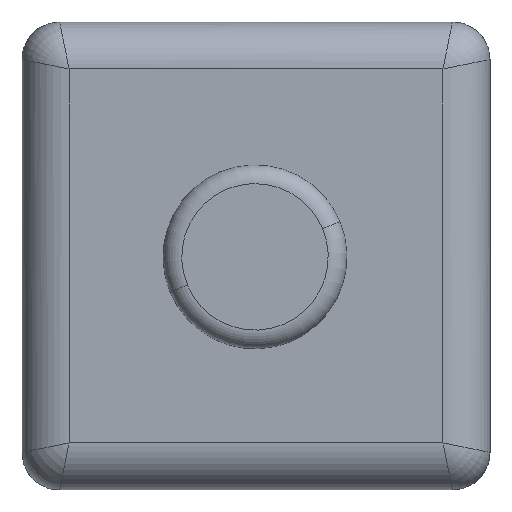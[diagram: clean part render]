
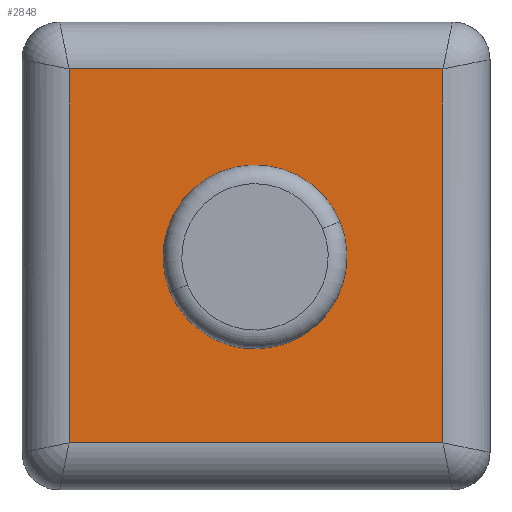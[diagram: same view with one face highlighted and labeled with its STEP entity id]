
A CAD part, top view. The second image highlights one B-rep face of the part: STEP entity #2848.
In plain terms, the highlighted planar face has unit normal (0, 0, 1).
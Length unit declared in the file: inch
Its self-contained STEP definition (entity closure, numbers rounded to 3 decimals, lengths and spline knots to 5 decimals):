
#56 = EDGE_LOOP ( 'NONE', ( #123, #127, #1761, #76 ) ) ;
#76 = ORIENTED_EDGE ( 'NONE', *, *, #1863, .T. ) ;
#84 = EDGE_CURVE ( 'NONE', #479, #1177, #3626, .T. ) ;
#85 = VERTEX_POINT ( 'NONE', #3650 ) ;
#112 = VERTEX_POINT ( 'NONE', #3649 ) ;
#114 = EDGE_CURVE ( 'NONE', #132, #112, #3789, .T. ) ;
#123 = ORIENTED_EDGE ( 'NONE', *, *, #84, .T. ) ;
#127 = ORIENTED_EDGE ( 'NONE', *, *, #1772, .T. ) ;
#132 = VERTEX_POINT ( 'NONE', #3606 ) ;
#479 = VERTEX_POINT ( 'NONE', #3806 ) ;
#797 = ORIENTED_EDGE ( 'NONE', *, *, #114, .F. ) ;
#1133 = CARTESIAN_POINT ( 'NONE',  ( -0.39955, -0.39955, 0.125 ) ) ;
#1177 = VERTEX_POINT ( 'NONE', #1373 ) ;
#1229 = EDGE_CURVE ( 'NONE', #1748, #85, #1399, .T. ) ;
#1330 = LINE ( 'NONE', #1331, #1334 ) ;
#1331 = CARTESIAN_POINT ( 'NONE',  ( 0.39955, 0.5, 0.125 ) ) ;
#1334 = VECTOR ( 'NONE', #1335, 39.37008 ) ;
#1335 = DIRECTION ( 'NONE',  ( 0., 1., 0. ) ) ;
#1373 = CARTESIAN_POINT ( 'NONE',  ( -0.39955, 0.39955, 0.125 ) ) ;
#1399 = LINE ( 'NONE', #1400, #1401 ) ;
#1400 = CARTESIAN_POINT ( 'NONE',  ( -0.5, -0.39955, 0.125 ) ) ;
#1401 = VECTOR ( 'NONE', #1402, 39.37008 ) ;
#1402 = DIRECTION ( 'NONE',  ( 1., 0., 0. ) ) ;
#1748 = VERTEX_POINT ( 'NONE', #1133 ) ;
#1761 = ORIENTED_EDGE ( 'NONE', *, *, #1229, .T. ) ;
#1772 = EDGE_CURVE ( 'NONE', #1177, #1748, #1887, .T. ) ;
#1826 = EDGE_CURVE ( 'NONE', #112, #132, #2721, .T. ) ;
#1836 = ORIENTED_EDGE ( 'NONE', *, *, #1826, .F. ) ;
#1863 = EDGE_CURVE ( 'NONE', #85, #479, #1330, .T. ) ;
#1887 = LINE ( 'NONE', #1888, #1889 ) ;
#1888 = CARTESIAN_POINT ( 'NONE',  ( -0.39955, 0.5, 0.125 ) ) ;
#1889 = VECTOR ( 'NONE', #1890, 39.37008 ) ;
#1890 = DIRECTION ( 'NONE',  ( 0., -1., 0. ) ) ;
#2721 = CIRCLE ( 'NONE', #2722, 0.14 ) ;
#2722 = AXIS2_PLACEMENT_3D ( 'NONE', #2723, #2724, #2725 ) ;
#2723 = CARTESIAN_POINT ( 'NONE',  ( -0.00218, -0.00218, 0.125 ) ) ;
#2724 = DIRECTION ( 'NONE',  ( 0., 0., 1. ) ) ;
#2725 = DIRECTION ( 'NONE',  ( 1., 0., 0. ) ) ;
#2848 = ADVANCED_FACE ( 'NONE', ( #3847, #3848 ), #3849, .F. ) ;
#3045 = EDGE_LOOP ( 'NONE', ( #1836, #797 ) ) ;
#3606 = CARTESIAN_POINT ( 'NONE',  ( -0.14218, -0.00218, 0.125 ) ) ;
#3626 = LINE ( 'NONE', #3627, #3628 ) ;
#3627 = CARTESIAN_POINT ( 'NONE',  ( -0.5, 0.39955, 0.125 ) ) ;
#3628 = VECTOR ( 'NONE', #3629, 39.37008 ) ;
#3629 = DIRECTION ( 'NONE',  ( -1., 0., 0. ) ) ;
#3649 = CARTESIAN_POINT ( 'NONE',  ( 0.13782, -0.00218, 0.125 ) ) ;
#3650 = CARTESIAN_POINT ( 'NONE',  ( 0.39955, -0.39955, 0.125 ) ) ;
#3789 = CIRCLE ( 'NONE', #3790, 0.14 ) ;
#3790 = AXIS2_PLACEMENT_3D ( 'NONE', #3791, #3792, #3793 ) ;
#3791 = CARTESIAN_POINT ( 'NONE',  ( -0.00218, -0.00218, 0.125 ) ) ;
#3792 = DIRECTION ( 'NONE',  ( 0., 0., 1. ) ) ;
#3793 = DIRECTION ( 'NONE',  ( 1., 0., 0. ) ) ;
#3806 = CARTESIAN_POINT ( 'NONE',  ( 0.39955, 0.39955, 0.125 ) ) ;
#3847 = FACE_OUTER_BOUND ( 'NONE', #56, .T. ) ;
#3848 = FACE_BOUND ( 'NONE', #3045, .T. ) ;
#3849 = PLANE ( 'NONE',  #3850 ) ;
#3850 = AXIS2_PLACEMENT_3D ( 'NONE', #3851, #3852, #3853 ) ;
#3851 = CARTESIAN_POINT ( 'NONE',  ( -0.5, 0.5, 0.125 ) ) ;
#3852 = DIRECTION ( 'NONE',  ( 0., 0., -1. ) ) ;
#3853 = DIRECTION ( 'NONE',  ( -1., 0., 0. ) ) ;
